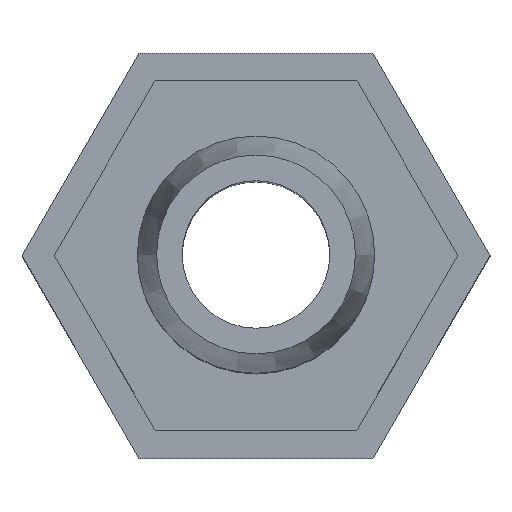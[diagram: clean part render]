
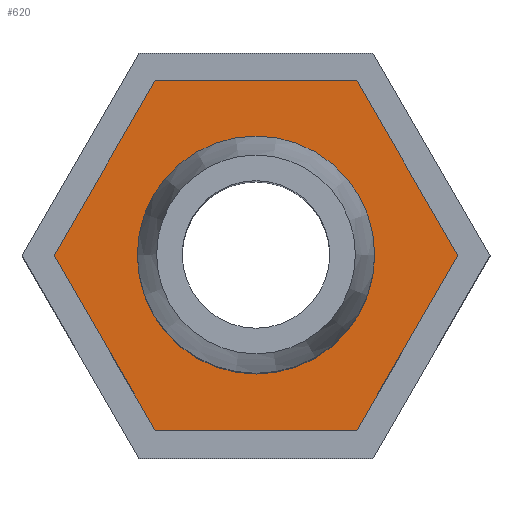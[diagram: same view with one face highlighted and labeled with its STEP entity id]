
A CAD part, top view. The second image highlights one B-rep face of the part: STEP entity #620.
In plain terms, the highlighted planar face has unit normal (0, 0, 1).
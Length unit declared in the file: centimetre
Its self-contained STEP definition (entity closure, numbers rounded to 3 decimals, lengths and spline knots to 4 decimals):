
#353=CARTESIAN_POINT('',(-0.37,-0.,1.6));
#354=VERTEX_POINT('',#353);
#361=CARTESIAN_POINT('',(0.37,0.,1.6));
#362=VERTEX_POINT('',#361);
#363=CARTESIAN_POINT('',(0.,0.,1.6));
#364=DIRECTION('',(0.,0.,-1.));
#365=DIRECTION('',(1.,0.,0.));
#366=AXIS2_PLACEMENT_3D('',#363,#364,#365);
#367=CIRCLE('',#366,0.37);
#368=EDGE_CURVE('',#362,#354,#367,.T.);
#370=CARTESIAN_POINT('',(0.,0.,1.6));
#371=DIRECTION('',(0.,0.,-1.));
#372=DIRECTION('',(1.,0.,0.));
#373=AXIS2_PLACEMENT_3D('',#370,#371,#372);
#374=CIRCLE('',#373,0.37);
#375=EDGE_CURVE('',#354,#362,#374,.T.);
#464=CARTESIAN_POINT('',(0.3147,-0.545,1.6));
#465=VERTEX_POINT('',#464);
#466=CARTESIAN_POINT('',(-0.3147,-0.545,1.6));
#467=VERTEX_POINT('',#466);
#468=CARTESIAN_POINT('',(12344.6853,-0.545,1.6));
#469=DIRECTION('',(-1.,0.,0.));
#470=VECTOR('',#469,24690.);
#471=LINE('',#468,#470);
#472=EDGE_CURVE('',#465,#467,#471,.T.);
#495=CARTESIAN_POINT('',(-0.6293,0.,1.6));
#496=VERTEX_POINT('',#495);
#497=CARTESIAN_POINT('',(6171.8707,-10691.0836,1.6));
#498=DIRECTION('',(-0.5,0.866,0.));
#499=VECTOR('',#498,24690.);
#500=LINE('',#497,#499);
#501=EDGE_CURVE('',#467,#496,#500,.T.);
#519=CARTESIAN_POINT('',(-0.3147,0.545,1.6));
#520=VERTEX_POINT('',#519);
#521=CARTESIAN_POINT('',(-6172.8147,-10690.5386,1.6));
#522=DIRECTION('',(0.5,0.866,0.));
#523=VECTOR('',#522,24690.);
#524=LINE('',#521,#523);
#525=EDGE_CURVE('',#496,#520,#524,.T.);
#543=CARTESIAN_POINT('',(0.3147,0.545,1.6));
#544=VERTEX_POINT('',#543);
#545=CARTESIAN_POINT('',(-12344.6853,0.545,1.6));
#546=DIRECTION('',(1.,-0.,0.));
#547=VECTOR('',#546,24690.);
#548=LINE('',#545,#547);
#549=EDGE_CURVE('',#520,#544,#548,.T.);
#567=CARTESIAN_POINT('',(0.6293,-0.,1.6));
#568=VERTEX_POINT('',#567);
#569=CARTESIAN_POINT('',(-6171.8707,10691.0836,1.6));
#570=DIRECTION('',(0.5,-0.866,0.));
#571=VECTOR('',#570,24690.);
#572=LINE('',#569,#571);
#573=EDGE_CURVE('',#544,#568,#572,.T.);
#591=CARTESIAN_POINT('',(6172.8147,10690.5386,1.6));
#592=DIRECTION('',(-0.5,-0.866,0.));
#593=VECTOR('',#592,24690.);
#594=LINE('',#591,#593);
#595=EDGE_CURVE('',#568,#465,#594,.T.);
#603=CARTESIAN_POINT('',(-0.,-0.,1.6));
#604=DIRECTION('',(-0.,-0.,1.));
#605=DIRECTION('',(1.,0.,0.));
#606=AXIS2_PLACEMENT_3D('',#603,#604,#605);
#607=PLANE('',#606);
#608=ORIENTED_EDGE('',*,*,#368,.T.);
#609=ORIENTED_EDGE('',*,*,#375,.T.);
#610=EDGE_LOOP('',(#608,#609));
#611=FACE_BOUND('',#610,.T.);
#612=ORIENTED_EDGE('',*,*,#472,.F.);
#613=ORIENTED_EDGE('',*,*,#595,.F.);
#614=ORIENTED_EDGE('',*,*,#573,.F.);
#615=ORIENTED_EDGE('',*,*,#549,.F.);
#616=ORIENTED_EDGE('',*,*,#525,.F.);
#617=ORIENTED_EDGE('',*,*,#501,.F.);
#618=EDGE_LOOP('',(#612,#613,#614,#615,#616,#617));
#619=FACE_BOUND('',#618,.T.);
#620=ADVANCED_FACE('',(#611,#619),#607,.T.);
